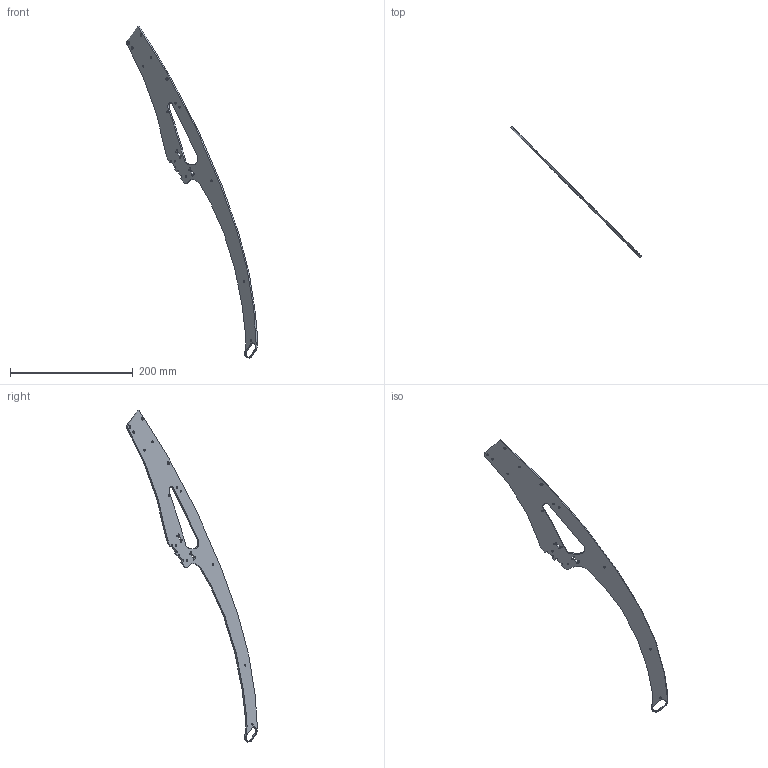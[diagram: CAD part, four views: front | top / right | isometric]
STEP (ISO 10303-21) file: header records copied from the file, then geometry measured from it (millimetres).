
FILE_DESCRIPTION(/* description */ (''),/* implementation_level */ '2;1');
FILE_NAME(/* name */ 'arm 3mm.step',/* time_stamp */ '2018-04-19T17:54:30-04:00',/* author */ (''),/* organization */ (''),/* preprocessor_version */ 'ST-DEVELOPER v16.13',/* originating_system */ 'Autodesk Translation Framework v6.5.0.72',/* authorisation */ '');
FILE_SCHEMA (('AUTOMOTIVE_DESIGN { 1 0 10303 214 3 1 1 }'));
Length unit declared in the file: millimetre
Products named in the file (1): arm
Bounding box: 212.9 x 213.03 x 540.75 mm (x, y, z)
Volume: 68701.8 mm3; surface area: 51431.1 mm2
Topology: 1 solids, 1 shells, 68 faces, 199 edges, 133 vertices
Faces by surface type: cylinder 41, plane 24, bspline 3
Full cylindrical faces by diameter (mm): 3 x10, 4 x2, 5 x1
Entity records: 2577 total; most frequent: CARTESIAN_POINT 594, DIRECTION 407, ORIENTED_EDGE 398, EDGE_CURVE 199, AXIS2_PLACEMENT_3D 148, VERTEX_POINT 133, LINE 111, VECTOR 111
